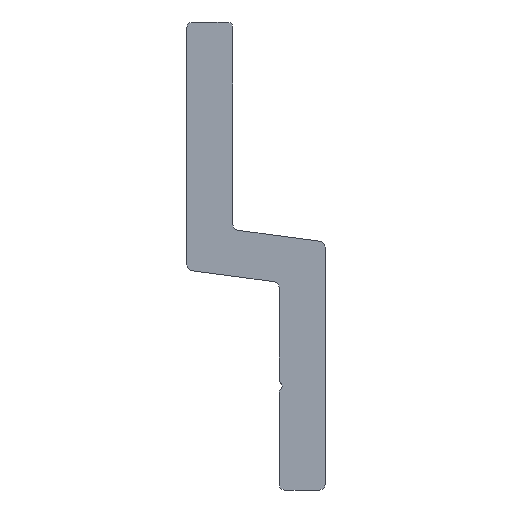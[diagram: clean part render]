
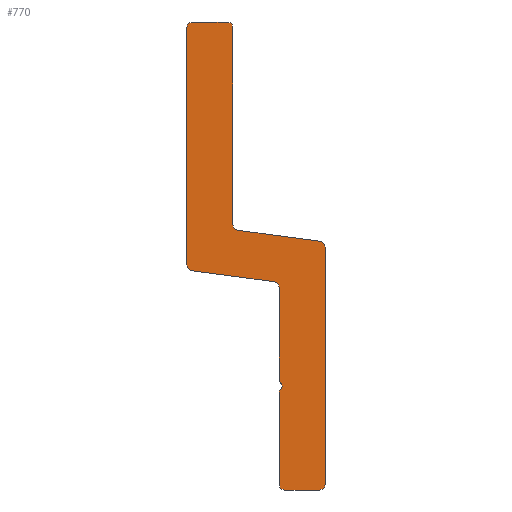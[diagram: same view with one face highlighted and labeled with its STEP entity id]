
A CAD part, left-side view. The second image highlights one B-rep face of the part: STEP entity #770.
In plain terms, the highlighted planar face has unit normal (-1, 0, 0).
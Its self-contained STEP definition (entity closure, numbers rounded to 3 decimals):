
#33=PLANE('',#861);
#61=FACE_OUTER_BOUND('',#97,.T.);
#97=EDGE_LOOP('',(#598,#599,#600,#601,#602,#603,#604,#605,#606,#607,#608,
#609,#610,#611,#612,#613,#614,#615,#616));
#124=LINE('',#1200,#185);
#133=LINE('',#1216,#194);
#138=LINE('',#1228,#199);
#150=LINE('',#1260,#211);
#152=LINE('',#1268,#213);
#153=LINE('',#1272,#214);
#154=LINE('',#1276,#215);
#155=LINE('',#1280,#216);
#156=LINE('',#1284,#217);
#157=LINE('',#1288,#218);
#158=LINE('',#1292,#219);
#185=VECTOR('',#967,10.);
#194=VECTOR('',#980,10.);
#199=VECTOR('',#995,10.);
#211=VECTOR('',#1031,10.);
#213=VECTOR('',#1041,10.);
#214=VECTOR('',#1044,10.);
#215=VECTOR('',#1047,10.);
#216=VECTOR('',#1050,10.);
#217=VECTOR('',#1053,10.);
#218=VECTOR('',#1056,10.);
#219=VECTOR('',#1059,10.);
#256=CIRCLE('',#862,0.5);
#257=CIRCLE('',#863,0.5);
#258=CIRCLE('',#864,0.5);
#259=CIRCLE('',#865,0.5);
#260=CIRCLE('',#866,0.5);
#261=CIRCLE('',#867,0.5);
#262=CIRCLE('',#868,0.5);
#263=CIRCLE('',#869,0.5);
#320=VERTEX_POINT('',#1197);
#321=VERTEX_POINT('',#1199);
#326=VERTEX_POINT('',#1214);
#328=VERTEX_POINT('',#1226);
#336=VERTEX_POINT('',#1258);
#337=VERTEX_POINT('',#1265);
#338=VERTEX_POINT('',#1267);
#339=VERTEX_POINT('',#1269);
#340=VERTEX_POINT('',#1271);
#341=VERTEX_POINT('',#1273);
#342=VERTEX_POINT('',#1275);
#343=VERTEX_POINT('',#1277);
#344=VERTEX_POINT('',#1279);
#345=VERTEX_POINT('',#1281);
#346=VERTEX_POINT('',#1283);
#347=VERTEX_POINT('',#1285);
#348=VERTEX_POINT('',#1287);
#349=VERTEX_POINT('',#1289);
#350=VERTEX_POINT('',#1291);
#398=EDGE_CURVE('',#320,#321,#124,.T.);
#408=EDGE_CURVE('',#326,#320,#133,.T.);
#414=EDGE_CURVE('',#328,#326,#138,.T.);
#431=EDGE_CURVE('',#336,#328,#150,.T.);
#433=EDGE_CURVE('',#337,#336,#256,.T.);
#434=EDGE_CURVE('',#338,#337,#152,.T.);
#435=EDGE_CURVE('',#339,#338,#257,.T.);
#436=EDGE_CURVE('',#340,#339,#153,.T.);
#437=EDGE_CURVE('',#341,#340,#258,.T.);
#438=EDGE_CURVE('',#342,#341,#154,.T.);
#439=EDGE_CURVE('',#343,#342,#259,.T.);
#440=EDGE_CURVE('',#344,#343,#155,.T.);
#441=EDGE_CURVE('',#345,#344,#260,.T.);
#442=EDGE_CURVE('',#346,#345,#156,.T.);
#443=EDGE_CURVE('',#347,#346,#261,.T.);
#444=EDGE_CURVE('',#348,#347,#157,.T.);
#445=EDGE_CURVE('',#349,#348,#262,.T.);
#446=EDGE_CURVE('',#350,#349,#158,.T.);
#447=EDGE_CURVE('',#321,#350,#263,.T.);
#598=ORIENTED_EDGE('',*,*,#408,.F.);
#599=ORIENTED_EDGE('',*,*,#414,.F.);
#600=ORIENTED_EDGE('',*,*,#431,.F.);
#601=ORIENTED_EDGE('',*,*,#433,.F.);
#602=ORIENTED_EDGE('',*,*,#434,.F.);
#603=ORIENTED_EDGE('',*,*,#435,.F.);
#604=ORIENTED_EDGE('',*,*,#436,.F.);
#605=ORIENTED_EDGE('',*,*,#437,.F.);
#606=ORIENTED_EDGE('',*,*,#438,.F.);
#607=ORIENTED_EDGE('',*,*,#439,.F.);
#608=ORIENTED_EDGE('',*,*,#440,.F.);
#609=ORIENTED_EDGE('',*,*,#441,.F.);
#610=ORIENTED_EDGE('',*,*,#442,.F.);
#611=ORIENTED_EDGE('',*,*,#443,.F.);
#612=ORIENTED_EDGE('',*,*,#444,.F.);
#613=ORIENTED_EDGE('',*,*,#445,.F.);
#614=ORIENTED_EDGE('',*,*,#446,.F.);
#615=ORIENTED_EDGE('',*,*,#447,.F.);
#616=ORIENTED_EDGE('',*,*,#398,.F.);
#770=ADVANCED_FACE('',(#61),#33,.F.);
#861=AXIS2_PLACEMENT_3D('',#1264,#1037,#1038);
#862=AXIS2_PLACEMENT_3D('',#1266,#1039,#1040);
#863=AXIS2_PLACEMENT_3D('',#1270,#1042,#1043);
#864=AXIS2_PLACEMENT_3D('',#1274,#1045,#1046);
#865=AXIS2_PLACEMENT_3D('',#1278,#1048,#1049);
#866=AXIS2_PLACEMENT_3D('',#1282,#1051,#1052);
#867=AXIS2_PLACEMENT_3D('',#1286,#1054,#1055);
#868=AXIS2_PLACEMENT_3D('',#1290,#1057,#1058);
#869=AXIS2_PLACEMENT_3D('',#1293,#1060,#1061);
#967=DIRECTION('',(0.,0.,1.));
#980=DIRECTION('',(0.,0.5,0.866));
#995=DIRECTION('',(0.,-0.5,0.866));
#1031=DIRECTION('',(0.,0.,1.));
#1037=DIRECTION('center_axis',(1.,0.,0.));
#1038=DIRECTION('ref_axis',(0.,0.,-1.));
#1039=DIRECTION('center_axis',(1.,0.,0.));
#1040=DIRECTION('ref_axis',(0.,0.,-1.));
#1041=DIRECTION('',(0.,1.,0.));
#1042=DIRECTION('center_axis',(1.,0.,0.));
#1043=DIRECTION('ref_axis',(0.,-1.,0.));
#1044=DIRECTION('',(0.,0.,-1.));
#1045=DIRECTION('center_axis',(1.,0.,0.));
#1046=DIRECTION('ref_axis',(0.,-0.133,0.991));
#1047=DIRECTION('',(0.,-0.991,-0.133));
#1048=DIRECTION('center_axis',(-1.,0.,0.));
#1049=DIRECTION('ref_axis',(0.,-0.133,0.991));
#1050=DIRECTION('',(0.,0.,-1.));
#1051=DIRECTION('center_axis',(1.,0.,0.));
#1052=DIRECTION('ref_axis',(0.,0.,1.));
#1053=DIRECTION('',(0.,-1.,0.));
#1054=DIRECTION('center_axis',(1.,0.,0.));
#1055=DIRECTION('ref_axis',(0.,1.,0.));
#1056=DIRECTION('',(0.,0.,1.));
#1057=DIRECTION('center_axis',(1.,0.,0.));
#1058=DIRECTION('ref_axis',(0.,0.133,-0.991));
#1059=DIRECTION('',(0.,0.991,0.133));
#1060=DIRECTION('center_axis',(-1.,0.,0.));
#1061=DIRECTION('ref_axis',(0.,0.133,-0.991));
#1197=CARTESIAN_POINT('',(-1500.,4.,0.52));
#1199=CARTESIAN_POINT('',(-1500.,4.,8.563));
#1200=CARTESIAN_POINT('',(-1500.,4.,0.52));
#1214=CARTESIAN_POINT('',(-1500.,3.7,0.));
#1216=CARTESIAN_POINT('',(-1500.,3.7,0.));
#1226=CARTESIAN_POINT('',(-1500.,4.,-0.52));
#1228=CARTESIAN_POINT('',(-1500.,4.,-0.52));
#1258=CARTESIAN_POINT('',(-1500.,4.,-8.5));
#1260=CARTESIAN_POINT('',(-1500.,4.,-8.5));
#1264=CARTESIAN_POINT('Origin',(-1500.,5.995,11.268));
#1265=CARTESIAN_POINT('',(-1500.,3.5,-9.));
#1266=CARTESIAN_POINT('Origin',(-1500.,3.5,-8.5));
#1267=CARTESIAN_POINT('',(-1500.,0.5,-9.));
#1268=CARTESIAN_POINT('',(-1500.,0.5,-9.));
#1269=CARTESIAN_POINT('',(-1500.,0.,-8.5));
#1270=CARTESIAN_POINT('Origin',(-1500.,0.5,-8.5));
#1271=CARTESIAN_POINT('',(-1500.,0.,12.063));
#1272=CARTESIAN_POINT('',(-1500.,0.,12.063));
#1273=CARTESIAN_POINT('',(-1500.,0.434,12.558));
#1274=CARTESIAN_POINT('Origin',(-1500.,0.5,12.063));
#1275=CARTESIAN_POINT('',(-1500.,7.566,13.513));
#1276=CARTESIAN_POINT('',(-1500.,7.566,13.513));
#1277=CARTESIAN_POINT('',(-1500.,8.,14.009));
#1278=CARTESIAN_POINT('Origin',(-1500.,7.5,14.009));
#1279=CARTESIAN_POINT('',(-1500.,8.,31.071));
#1280=CARTESIAN_POINT('',(-1500.,8.,31.071));
#1281=CARTESIAN_POINT('',(-1500.,8.5,31.571));
#1282=CARTESIAN_POINT('Origin',(-1500.,8.5,31.071));
#1283=CARTESIAN_POINT('',(-1500.,11.5,31.571));
#1284=CARTESIAN_POINT('',(-1500.,11.5,31.571));
#1285=CARTESIAN_POINT('',(-1500.,12.,31.071));
#1286=CARTESIAN_POINT('Origin',(-1500.,11.5,31.071));
#1287=CARTESIAN_POINT('',(-1500.,12.,10.509));
#1288=CARTESIAN_POINT('',(-1500.,12.,10.509));
#1289=CARTESIAN_POINT('',(-1500.,11.566,10.013));
#1290=CARTESIAN_POINT('Origin',(-1500.,11.5,10.509));
#1291=CARTESIAN_POINT('',(-1500.,4.434,9.058));
#1292=CARTESIAN_POINT('',(-1500.,4.434,9.058));
#1293=CARTESIAN_POINT('Origin',(-1500.,4.5,8.563));
